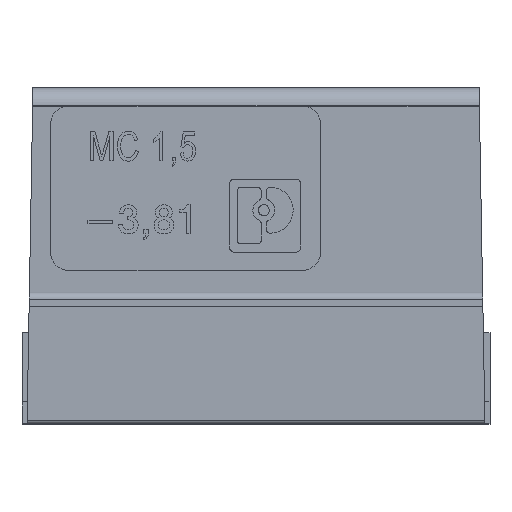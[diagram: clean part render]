
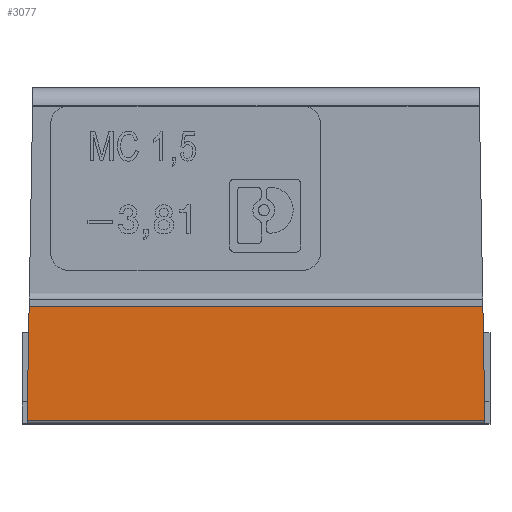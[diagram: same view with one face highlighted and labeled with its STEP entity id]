
A CAD part, top view. The second image highlights one B-rep face of the part: STEP entity #3077.
In plain terms, the highlighted planar face has unit normal (0, 0, 1).
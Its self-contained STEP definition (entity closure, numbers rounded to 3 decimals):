
#3077=ADVANCED_FACE('',(#7600),#7601,.F.);
#3853=EDGE_CURVE('',#8785,#8786,#8787,.T.);
#4055=EDGE_CURVE('',#9078,#9079,#9080,.T.);
#4059=EDGE_CURVE('',#8785,#9079,#9084,.T.);
#7600=FACE_OUTER_BOUND('',#14252,.T.);
#7601=PLANE('',#14253);
#8785=VERTEX_POINT('',#15890);
#8786=VERTEX_POINT('',#15891);
#8787=LINE('',#15892,#15893);
#9078=VERTEX_POINT('',#16458);
#9079=VERTEX_POINT('',#16459);
#9080=LINE('',#16460,#16461);
#9084=LINE('',#16468,#16469);
#14252=EDGE_LOOP('',(#24452,#24453,#24454,#24455));
#14253=AXIS2_PLACEMENT_3D('',#24456,#24457,#24458);
#15890=CARTESIAN_POINT('',(0.001,0.1,7.0));
#15891=CARTESIAN_POINT('',(12.539,0.1,7.));
#15892=CARTESIAN_POINT('',(0.001,0.1,7.));
#15893=VECTOR('',#28067,1.0);
#16458=CARTESIAN_POINT('',(12.485,3.2,7.));
#16459=CARTESIAN_POINT('',(0.055,3.2,7.));
#16460=CARTESIAN_POINT('',(67.231,3.2,7.0));
#16461=VECTOR('',#28208,1.0);
#16468=CARTESIAN_POINT('',(0.001,0.1,7.0));
#16469=VECTOR('',#28210,1.0);
#24452=ORIENTED_EDGE('',*,*,#3853,.T.);
#24453=ORIENTED_EDGE('',*,*,#29454,.F.);
#24454=ORIENTED_EDGE('',*,*,#4055,.T.);
#24455=ORIENTED_EDGE('',*,*,#4059,.F.);
#24456=CARTESIAN_POINT('',(-0.06,0.022,7.));
#24457=DIRECTION('',(0.,0.,-1.0));
#24458=DIRECTION('',(0.0,-1.0,0.));
#28067=DIRECTION('',(1.0,0.,0.));
#28208=DIRECTION('',(-1.0,0.,0.));
#28210=DIRECTION('',(0.017,1.,0.));
#29454=EDGE_CURVE('',#9078,#8786,#30567,.T.);
#30567=LINE('',#31959,#31960);
#31959=CARTESIAN_POINT('',(12.459,4.729,7.));
#31960=VECTOR('',#33340,1.0);
#33340=DIRECTION('',(0.017,-1.,0.));
